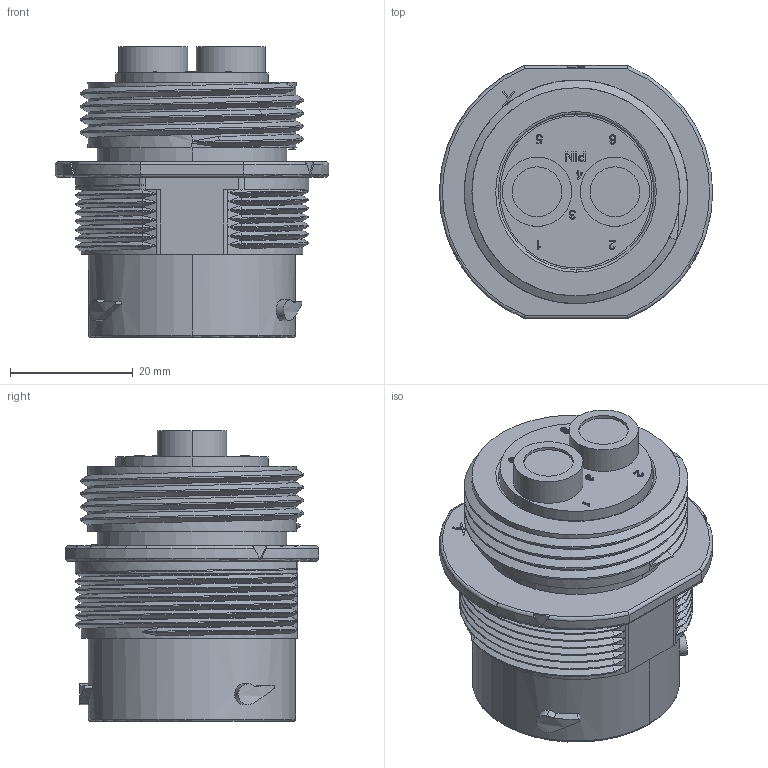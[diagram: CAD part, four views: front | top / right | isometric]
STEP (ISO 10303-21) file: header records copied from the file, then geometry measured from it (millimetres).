
FILE_DESCRIPTION((''),'2;1');
FILE_NAME('C-AHDP04-18-06PN-WTAC030_3D','2019-01-03T',('Jony.xie'),(''),'PRO/ENGINEER BY PARAMETRIC TECHNOLOGY CORPORATION, 2013230','PRO/ENGINEER BY PARAMETRIC TECHNOLOGY CORPORATION, 2013230','');
FILE_SCHEMA(('CONFIG_CONTROL_DESIGN'));
Length unit declared in the file: millimetre
Products named in the file (1): C-AHDP04-18-06PN-WTAC030_3D
Bounding box: 44.6 x 41.3 x 47.47 mm (x, y, z)
Volume: 39296 mm3; surface area: 12713.1 mm2
Topology: 1 solids, 1 shells, 593 faces, 1594 edges, 1053 vertices
Faces by surface type: extrusion 205, plane 177, cylinder 92, bspline 83, torus 21, cone 15
Entity records: 25254 total; most frequent: CARTESIAN_POINT 11709, ORIENTED_EDGE 3188, DIRECTION 1949, EDGE_CURVE 1594, VERTEX_POINT 1053, VECTOR 939, B_SPLINE_CURVE_WITH_KNOTS 865, LINE 734
